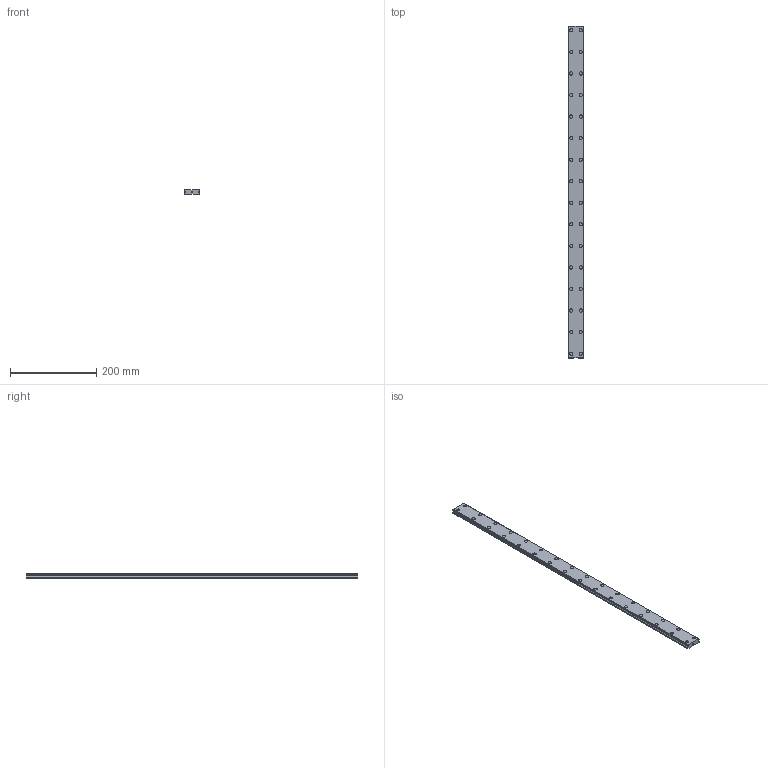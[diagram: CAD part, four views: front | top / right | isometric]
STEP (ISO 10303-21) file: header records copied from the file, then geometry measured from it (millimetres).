
FILE_DESCRIPTION(('STEP AP214'),'1');
FILE_NAME('cctmp_9E63B0E5-4858-448F-AFDA-28BCF251B501_2021_03_02_15_02_00_0737..stp','2021-03-02T14:02:00',('HIWIN GmbH'),('CADClick - www.CADClick.com'),'Spatial InterOp 3D',' ','unknown authorization');
FILE_SCHEMA(('AUTOMOTIVE_DESIGN'));
Length unit declared in the file: millimetre
Products named in the file (1): WER21R770H_FILE
Bounding box: 37 x 770 x 11 mm (x, y, z)
Volume: 284985.1 mm3; surface area: 84182.5 mm2
Topology: 1 solids, 1 shells, 391 faces, 867 edges, 578 vertices
Faces by surface type: cylinder 210, plane 181
Entity records: 14133 total; most frequent: DIRECTION 2071, CARTESIAN_POINT 1837, ORIENTED_EDGE 1734, EDGE_CURVE 867, AXIS2_PLACEMENT_3D 812, VERTEX_POINT 578, EDGE_LOOP 491, LINE 447
